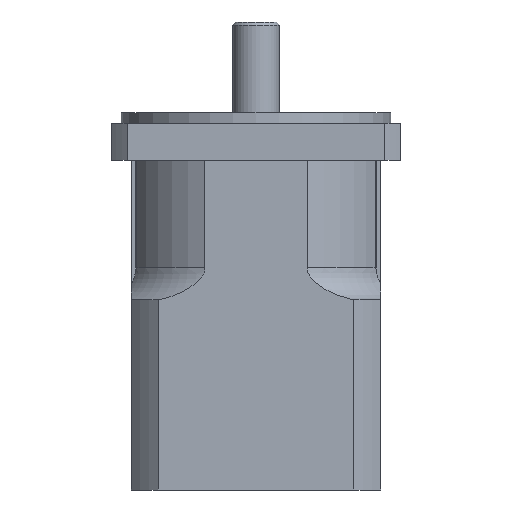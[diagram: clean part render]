
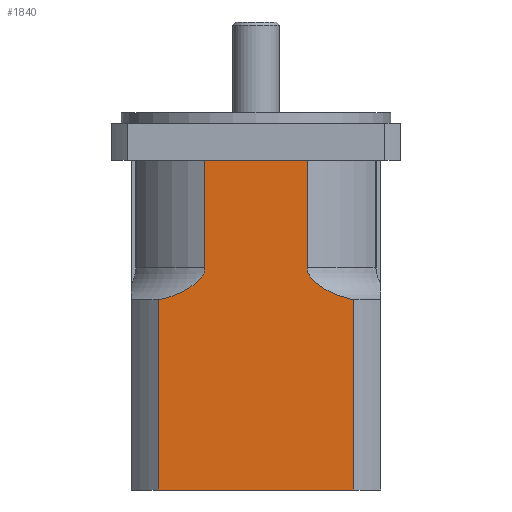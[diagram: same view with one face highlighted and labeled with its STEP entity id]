
A CAD part, front view. The second image highlights one B-rep face of the part: STEP entity #1840.
In plain terms, the highlighted planar face has unit normal (0, -1, 0).
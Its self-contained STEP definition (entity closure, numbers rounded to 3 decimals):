
#559=CARTESIAN_POINT('',(-28.983,-37.0,0.0));
#560=VERTEX_POINT('',#559);
#612=CARTESIAN_POINT('',(28.983,-37.,0.0));
#613=VERTEX_POINT('',#612);
#621=CARTESIAN_POINT('',(28.983,-37.,0.0));
#622=DIRECTION('',(-1.0,0.0,0.0));
#623=VECTOR('',#622,57.966);
#624=LINE('',#621,#623);
#625=EDGE_CURVE('',#613,#560,#624,.T.);
#1038=CARTESIAN_POINT('',(-15.199,-37.0,98.0));
#1039=VERTEX_POINT('',#1038);
#1047=CARTESIAN_POINT('',(15.199,-37.0,98.0));
#1048=VERTEX_POINT('',#1047);
#1049=CARTESIAN_POINT('',(-15.199,-37.0,98.0));
#1050=DIRECTION('',(1.0,0.0,0.0));
#1051=VECTOR('',#1050,30.397);
#1052=LINE('',#1049,#1051);
#1053=EDGE_CURVE('',#1039,#1048,#1052,.T.);
#1317=CARTESIAN_POINT('',(28.983,-37.0,56.461));
#1318=VERTEX_POINT('',#1317);
#1374=CARTESIAN_POINT('',(15.199,-37.0,66.0));
#1375=VERTEX_POINT('',#1374);
#1383=CARTESIAN_POINT('',(28.983,-37.,56.461));
#1384=CARTESIAN_POINT('',(28.327,-37.,56.588));
#1385=CARTESIAN_POINT('',(27.686,-37.,56.738));
#1386=CARTESIAN_POINT('',(27.081,-37.,56.901));
#1387=CARTESIAN_POINT('',(26.812,-37.,56.973));
#1388=CARTESIAN_POINT('',(26.552,-37.,57.048));
#1389=CARTESIAN_POINT('',(26.284,-37.,57.128));
#1390=CARTESIAN_POINT('',(25.132,-37.,57.475));
#1391=CARTESIAN_POINT('',(23.907,-37.,57.929));
#1392=CARTESIAN_POINT('',(22.743,-37.,58.46));
#1393=CARTESIAN_POINT('',(21.843,-37.,58.871));
#1394=CARTESIAN_POINT('',(20.978,-37.,59.327));
#1395=CARTESIAN_POINT('',(20.202,-37.,59.797));
#1396=CARTESIAN_POINT('',(20.011,-37.,59.913));
#1397=CARTESIAN_POINT('',(19.817,-37.,60.035));
#1398=CARTESIAN_POINT('',(19.621,-37.,60.162));
#1399=CARTESIAN_POINT('',(18.577,-37.,60.843));
#1400=CARTESIAN_POINT('',(17.501,-37.,61.687));
#1401=CARTESIAN_POINT('',(16.685,-37.,62.621));
#1402=CARTESIAN_POINT('',(16.533,-37.,62.795));
#1403=CARTESIAN_POINT('',(16.39,-37.,62.972));
#1404=CARTESIAN_POINT('',(16.258,-37.,63.151));
#1405=CARTESIAN_POINT('',(16.164,-37.,63.279));
#1406=CARTESIAN_POINT('',(16.07,-37.,63.414));
#1407=CARTESIAN_POINT('',(15.979,-37.,63.557));
#1408=CARTESIAN_POINT('',(15.855,-37.,63.752));
#1409=CARTESIAN_POINT('',(15.738,-37.,63.959));
#1410=CARTESIAN_POINT('',(15.638,-37.,64.169));
#1411=CARTESIAN_POINT('',(15.569,-37.,64.313));
#1412=CARTESIAN_POINT('',(15.508,-37.,64.459));
#1413=CARTESIAN_POINT('',(15.456,-37.,64.6));
#1414=CARTESIAN_POINT('',(15.419,-37.,64.702));
#1415=CARTESIAN_POINT('',(15.385,-37.,64.805));
#1416=CARTESIAN_POINT('',(15.354,-37.,64.914));
#1417=CARTESIAN_POINT('',(15.27,-37.,65.208));
#1418=CARTESIAN_POINT('',(15.216,-37.,65.533));
#1419=CARTESIAN_POINT('',(15.202,-37.,65.832));
#1420=CARTESIAN_POINT('',(15.2,-37.,65.889));
#1421=CARTESIAN_POINT('',(15.199,-37.,65.945));
#1422=CARTESIAN_POINT('',(15.199,-37.,66.0));
#1423=B_SPLINE_CURVE_WITH_KNOTS('',3,(#1383,#1384,#1385,#1386,#1387,#1388,#1389,#1390,#1391,#1392,#1393,#1394,#1395,#1396,#1397,#1398,#1399,#1400,#1401,#1402,#1403,#1404,#1405,#1406,#1407,#1408,#1409,#1410,#1411,#1412,#1413,#1414,#1415,#1416,#1417,#1418,#1419,#1420,#1421,#1422),.UNSPECIFIED.,.F.,.U.,(4,3,3,3,3,3,3,3,3,3,3,3,3,4),(2.204,2.389,2.471,2.822,3.094,3.161,3.519,3.586,3.633,3.697,3.742,3.774,3.861,3.877),.UNSPECIFIED.);
#1424=EDGE_CURVE('',#1318,#1375,#1423,.T.);
#1579=CARTESIAN_POINT('',(15.199,-37.0,66.0));
#1580=DIRECTION('',(0.0,0.0,1.0));
#1581=VECTOR('',#1580,32.0);
#1582=LINE('',#1579,#1581);
#1583=EDGE_CURVE('',#1375,#1048,#1582,.T.);
#1624=CARTESIAN_POINT('',(-15.199,-37.0,66.0));
#1625=VERTEX_POINT('',#1624);
#1633=CARTESIAN_POINT('',(-15.199,-37.0,98.0));
#1634=DIRECTION('',(0.0,0.0,-1.0));
#1635=VECTOR('',#1634,32.0);
#1636=LINE('',#1633,#1635);
#1637=EDGE_CURVE('',#1039,#1625,#1636,.T.);
#1648=CARTESIAN_POINT('',(-28.983,-37.,56.461));
#1649=VERTEX_POINT('',#1648);
#1659=CARTESIAN_POINT('',(-15.199,-37.0,66.0));
#1660=CARTESIAN_POINT('',(-15.199,-37.0,65.712));
#1661=CARTESIAN_POINT('',(-15.236,-37.0,65.388));
#1662=CARTESIAN_POINT('',(-15.309,-37.0,65.084));
#1663=CARTESIAN_POINT('',(-15.341,-37.0,64.952));
#1664=CARTESIAN_POINT('',(-15.378,-37.0,64.825));
#1665=CARTESIAN_POINT('',(-15.419,-37.0,64.705));
#1666=CARTESIAN_POINT('',(-15.458,-37.0,64.59));
#1667=CARTESIAN_POINT('',(-15.501,-37.0,64.478));
#1668=CARTESIAN_POINT('',(-15.551,-37.0,64.362));
#1669=CARTESIAN_POINT('',(-15.682,-37.0,64.055));
#1670=CARTESIAN_POINT('',(-15.856,-37.0,63.742));
#1671=CARTESIAN_POINT('',(-16.04,-37.0,63.463));
#1672=CARTESIAN_POINT('',(-16.178,-37.0,63.254));
#1673=CARTESIAN_POINT('',(-16.316,-37.0,63.068));
#1674=CARTESIAN_POINT('',(-16.467,-37.0,62.88));
#1675=CARTESIAN_POINT('',(-17.189,-37.0,61.987));
#1676=CARTESIAN_POINT('',(-18.164,-37.0,61.164));
#1677=CARTESIAN_POINT('',(-19.15,-37.0,60.479));
#1678=CARTESIAN_POINT('',(-19.472,-37.0,60.255));
#1679=CARTESIAN_POINT('',(-19.796,-37.0,60.046));
#1680=CARTESIAN_POINT('',(-20.111,-37.0,59.853));
#1681=CARTESIAN_POINT('',(-20.306,-37.0,59.733));
#1682=CARTESIAN_POINT('',(-20.502,-37.0,59.618));
#1683=CARTESIAN_POINT('',(-20.705,-37.0,59.502));
#1684=CARTESIAN_POINT('',(-21.774,-37.0,58.891));
#1685=CARTESIAN_POINT('',(-22.981,-37.0,58.32));
#1686=CARTESIAN_POINT('',(-24.196,-37.0,57.847));
#1687=CARTESIAN_POINT('',(-24.765,-37.0,57.626));
#1688=CARTESIAN_POINT('',(-25.336,-37.0,57.426));
#1689=CARTESIAN_POINT('',(-25.893,-37.0,57.249));
#1690=CARTESIAN_POINT('',(-26.187,-37.0,57.156));
#1691=CARTESIAN_POINT('',(-26.477,-37.0,57.069));
#1692=CARTESIAN_POINT('',(-26.762,-37.0,56.989));
#1693=CARTESIAN_POINT('',(-26.993,-37.0,56.924));
#1694=CARTESIAN_POINT('',(-27.23,-37.0,56.86));
#1695=CARTESIAN_POINT('',(-27.471,-37.0,56.799));
#1696=CARTESIAN_POINT('',(-27.959,-37.0,56.675));
#1697=CARTESIAN_POINT('',(-28.466,-37.0,56.561));
#1698=CARTESIAN_POINT('',(-28.983,-37.0,56.461));
#1699=B_SPLINE_CURVE_WITH_KNOTS('',3,(#1659,#1660,#1661,#1662,#1663,#1664,#1665,#1666,#1667,#1668,#1669,#1670,#1671,#1672,#1673,#1674,#1675,#1676,#1677,#1678,#1679,#1680,#1681,#1682,#1683,#1684,#1685,#1686,#1687,#1688,#1689,#1690,#1691,#1692,#1693,#1694,#1695,#1696,#1697,#1698),.UNSPECIFIED.,.F.,.U.,(4,3,3,3,3,3,3,3,3,3,3,3,3,4),(3.877,3.963,4.001,4.037,4.131,4.202,4.539,4.649,4.717,5.076,5.244,5.333,5.405,5.55),.UNSPECIFIED.);
#1700=EDGE_CURVE('',#1625,#1649,#1699,.T.);
#1815=CARTESIAN_POINT('',(37.,-37.,0.0));
#1816=DIRECTION('',(0.0,-1.0,0.0));
#1817=DIRECTION('',(0.0,0.0,-1.0));
#1818=AXIS2_PLACEMENT_3D('',#1815,#1816,#1817);
#1819=PLANE('',#1818);
#1820=ORIENTED_EDGE('',*,*,#1637,.T.);
#1821=ORIENTED_EDGE('',*,*,#1700,.T.);
#1822=CARTESIAN_POINT('',(-28.983,-37.0,0.0));
#1823=DIRECTION('',(0.0,0.0,1.0));
#1824=VECTOR('',#1823,56.461);
#1825=LINE('',#1822,#1824);
#1826=EDGE_CURVE('',#560,#1649,#1825,.T.);
#1827=ORIENTED_EDGE('',*,*,#1826,.F.);
#1828=ORIENTED_EDGE('',*,*,#625,.F.);
#1829=CARTESIAN_POINT('',(28.983,-37.0,56.461));
#1830=DIRECTION('',(0.0,0.0,-1.0));
#1831=VECTOR('',#1830,56.461);
#1832=LINE('',#1829,#1831);
#1833=EDGE_CURVE('',#1318,#613,#1832,.T.);
#1834=ORIENTED_EDGE('',*,*,#1833,.F.);
#1835=ORIENTED_EDGE('',*,*,#1424,.T.);
#1836=ORIENTED_EDGE('',*,*,#1583,.T.);
#1837=ORIENTED_EDGE('',*,*,#1053,.F.);
#1838=EDGE_LOOP('',(#1820,#1821,#1827,#1828,#1834,#1835,#1836,#1837));
#1839=FACE_OUTER_BOUND('',#1838,.T.);
#1840=ADVANCED_FACE('',(#1839),#1819,.T.);
